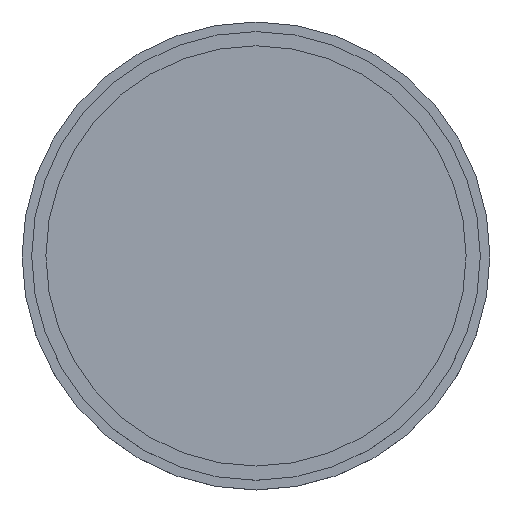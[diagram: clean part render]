
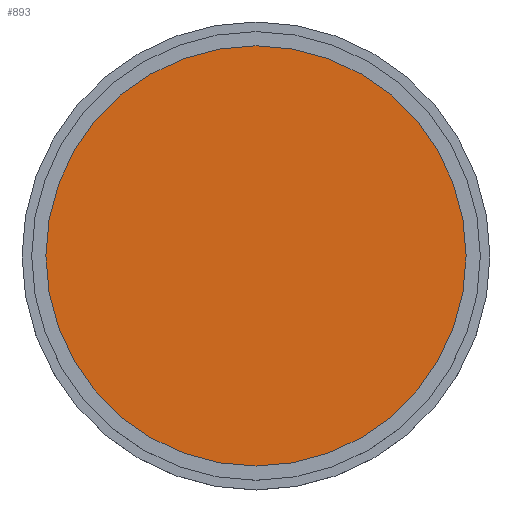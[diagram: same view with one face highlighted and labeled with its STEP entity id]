
A CAD part, top view. The second image highlights one B-rep face of the part: STEP entity #893.
In plain terms, the highlighted planar face has unit normal (0, 0, 1).
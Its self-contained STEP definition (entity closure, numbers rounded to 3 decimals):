
#270=CARTESIAN_POINT('',(0.,0.,-0.075));
#271=DIRECTION('',(0.,0.,1.));
#272=DIRECTION('',(1.,0.,0.));
#273=AXIS2_PLACEMENT_3D('',#270,#271,#272);
#275=CARTESIAN_POINT('',(0.,0.,-0.075));
#276=DIRECTION('',(0.,0.,1.));
#277=DIRECTION('',(-1.,0.,0.));
#278=AXIS2_PLACEMENT_3D('',#275,#276,#277);
#280=CARTESIAN_POINT('',(22.9,0.,-0.075));
#282=VERTEX_POINT('',#280);
#284=CARTESIAN_POINT('',(-22.9,0.,-0.075));
#285=VERTEX_POINT('',#284);
#884=CARTESIAN_POINT('',(0.,0.,-0.075));
#885=DIRECTION('',(0.,0.,1.));
#886=DIRECTION('',(1.,0.,0.));
#887=AXIS2_PLACEMENT_3D('',#884,#885,#886);
#888=PLANE('',#887);
#889=ORIENTED_EDGE('',*,*,#368,.F.);
#890=ORIENTED_EDGE('',*,*,#343,.F.);
#891=EDGE_LOOP('',(#889,#890));
#892=FACE_OUTER_BOUND('',#891,.F.);
#893=ADVANCED_FACE('',(#892),#888,.T.);
#274=CIRCLE('',#273,22.9);
#279=CIRCLE('',#278,22.9);
#343=EDGE_CURVE('',#285,#282,#279,.T.);
#368=EDGE_CURVE('',#282,#285,#274,.T.);
